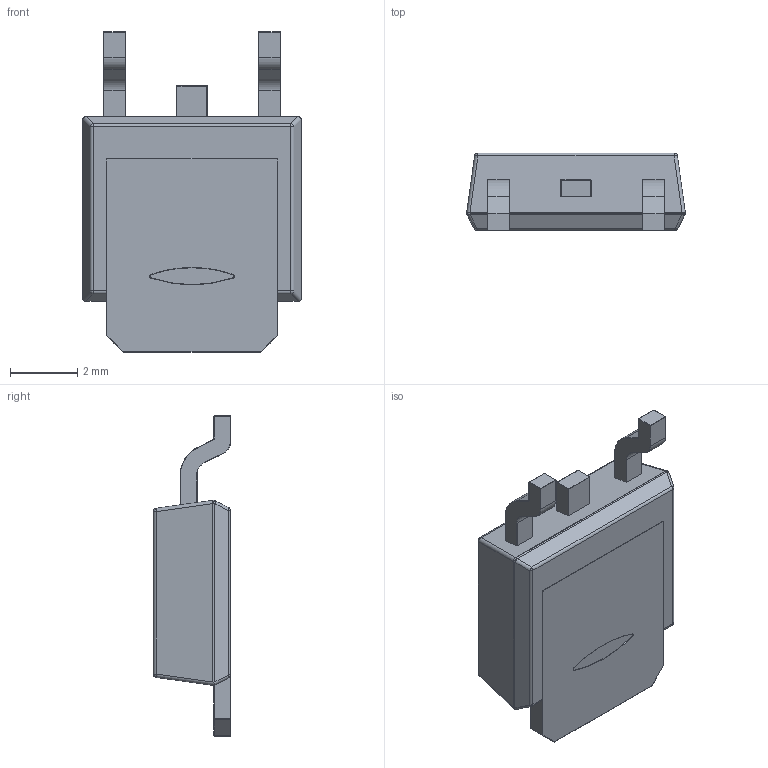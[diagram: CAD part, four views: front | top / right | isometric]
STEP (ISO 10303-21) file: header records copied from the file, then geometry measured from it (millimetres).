
FILE_DESCRIPTION (( 'STEP AP214' ), '1' );
FILE_NAME ('User Library-D-PAK.STEP', '2018-09-22T10:29:14', ( '' ), ( '' ), 'SwSTEP 2.0', 'SolidWorks 2018', '' );
FILE_SCHEMA (( 'AUTOMOTIVE_DESIGN' ));
Length unit declared in the file: millimetre
Products named in the file (1): User Library-D-PAK
Bounding box: 6.49 x 2.3 x 9.5 mm (x, y, z)
Volume: 81.8 mm3; surface area: 147.3 mm2
Topology: 1 solids, 1 shells, 178 faces, 413 edges, 223 vertices
Faces by surface type: cylinder 82, plane 42, torus 29, sphere 25
Entity records: 6224 total; most frequent: DIRECTION 914, CARTESIAN_POINT 872, ORIENTED_EDGE 790, EDGE_CURVE 395, AXIS2_PLACEMENT_3D 365, VERTEX_POINT 223, CIRCLE 186, VECTOR 184
